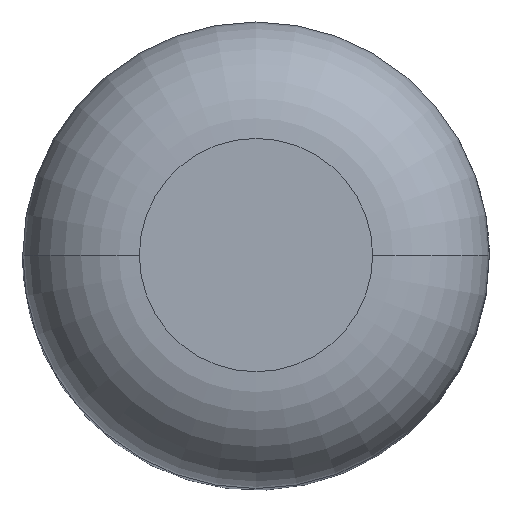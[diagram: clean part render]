
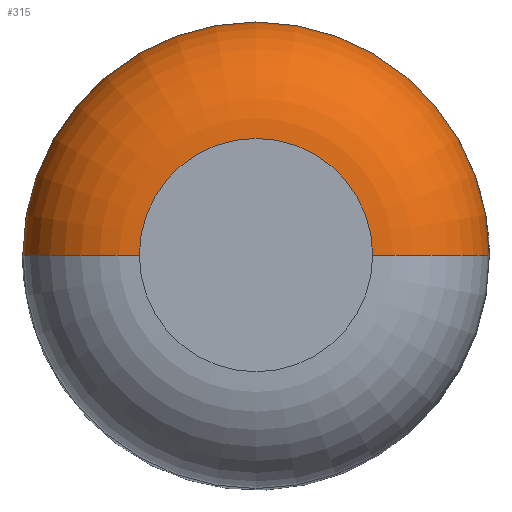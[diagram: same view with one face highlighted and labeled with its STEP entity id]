
A CAD part, top view. The second image highlights one B-rep face of the part: STEP entity #315.
In plain terms, the highlighted toroidal (fillet/blend) face has major radius 5 mm and minor radius 5 mm.
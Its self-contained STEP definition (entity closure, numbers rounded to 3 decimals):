
#71 = CARTESIAN_POINT ( 'NONE',  ( -5., 0., 45. ) ) ;
#93 = CARTESIAN_POINT ( 'NONE',  ( 5., 0., 45. ) ) ;
#104 = DIRECTION ( 'NONE',  ( 1., 0., 0. ) ) ;
#119 = DIRECTION ( 'NONE',  ( 0., -1., 0. ) ) ;
#123 = DIRECTION ( 'NONE',  ( 0., 1., 0. ) ) ;
#207 = VERTEX_POINT ( 'NONE', #71 ) ;
#230 = EDGE_LOOP ( 'NONE', ( #1219, #613, #287, #1210 ) ) ;
#261 = AXIS2_PLACEMENT_3D ( 'NONE', #1087, #459, #893 ) ;
#287 = ORIENTED_EDGE ( 'NONE', *, *, #555, .F. ) ;
#311 = AXIS2_PLACEMENT_3D ( 'NONE', #1042, #123, #945 ) ;
#315 = ADVANCED_FACE ( 'NONE', ( #1338 ), #403, .T. ) ;
#366 = CARTESIAN_POINT ( 'NONE',  ( 10., 0., 40. ) ) ;
#403 = TOROIDAL_SURFACE ( 'NONE', #1167, 5., 5. ) ;
#412 = DIRECTION ( 'NONE',  ( 1., 0., 0. ) ) ;
#440 = CARTESIAN_POINT ( 'NONE',  ( -10., 0., 40. ) ) ;
#459 = DIRECTION ( 'NONE',  ( 0., 0., 1. ) ) ;
#555 = EDGE_CURVE ( 'NONE', #645, #207, #871, .T. ) ;
#613 = ORIENTED_EDGE ( 'NONE', *, *, #1182, .T. ) ;
#645 = VERTEX_POINT ( 'NONE', #93 ) ;
#656 = CIRCLE ( 'NONE', #1148, 10. ) ;
#759 = EDGE_CURVE ( 'NONE', #1134, #645, #809, .T. ) ;
#809 = CIRCLE ( 'NONE', #1079, 5. ) ;
#816 = EDGE_CURVE ( 'NONE', #865, #1134, #656, .T. ) ;
#837 = CARTESIAN_POINT ( 'NONE',  ( 5., 0., 40. ) ) ;
#845 = DIRECTION ( 'NONE',  ( 0., 0., -1. ) ) ;
#865 = VERTEX_POINT ( 'NONE', #440 ) ;
#871 = CIRCLE ( 'NONE', #261, 5. ) ;
#893 = DIRECTION ( 'NONE',  ( 1., 0., 0. ) ) ;
#899 = CIRCLE ( 'NONE', #311, 5. ) ;
#924 = CARTESIAN_POINT ( 'NONE',  ( 0., 0., 40. ) ) ;
#930 = DIRECTION ( 'NONE',  ( 0., 0., 1. ) ) ;
#945 = DIRECTION ( 'NONE',  ( -1., 0., 0. ) ) ;
#962 = CARTESIAN_POINT ( 'NONE',  ( 0., 0., 40. ) ) ;
#1042 = CARTESIAN_POINT ( 'NONE',  ( -5., 0., 40. ) ) ;
#1079 = AXIS2_PLACEMENT_3D ( 'NONE', #837, #119, #1363 ) ;
#1087 = CARTESIAN_POINT ( 'NONE',  ( 0., 0., 45. ) ) ;
#1134 = VERTEX_POINT ( 'NONE', #366 ) ;
#1148 = AXIS2_PLACEMENT_3D ( 'NONE', #962, #845, #104 ) ;
#1167 = AXIS2_PLACEMENT_3D ( 'NONE', #924, #930, #412 ) ;
#1182 = EDGE_CURVE ( 'NONE', #865, #207, #899, .T. ) ;
#1210 = ORIENTED_EDGE ( 'NONE', *, *, #759, .F. ) ;
#1219 = ORIENTED_EDGE ( 'NONE', *, *, #816, .F. ) ;
#1338 = FACE_OUTER_BOUND ( 'NONE', #230, .T. ) ;
#1363 = DIRECTION ( 'NONE',  ( 0., 0., -1. ) ) ;
